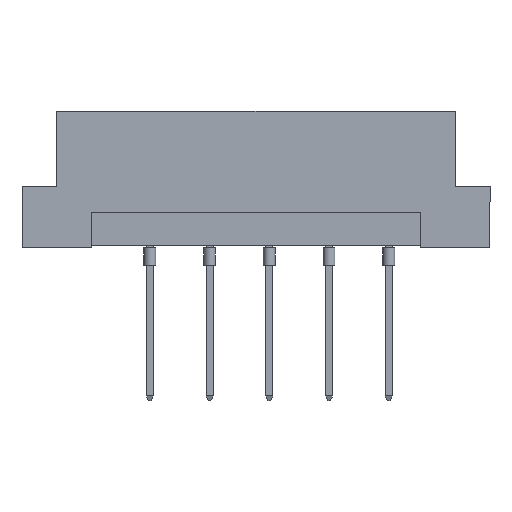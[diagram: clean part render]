
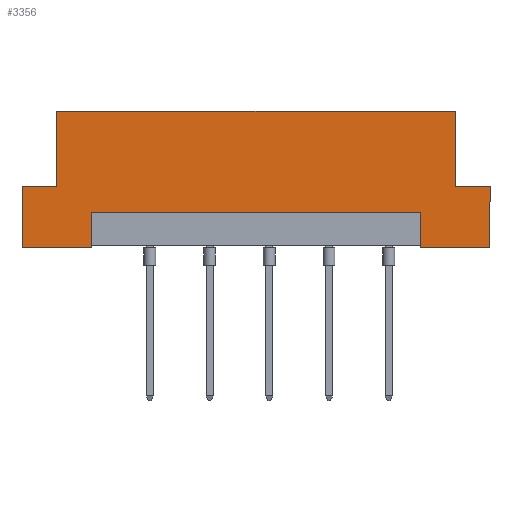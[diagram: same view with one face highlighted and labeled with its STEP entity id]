
A CAD part, front view. The second image highlights one B-rep face of the part: STEP entity #3356.
In plain terms, the highlighted planar face has unit normal (0, -1, 0).
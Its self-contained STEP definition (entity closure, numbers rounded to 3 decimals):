
#101 = DIRECTION ( 'NONE',  ( 0., 0., -1. ) ) ;
#129 = CARTESIAN_POINT ( 'NONE',  ( 19.9, -4.3, 11.6 ) ) ;
#153 = LINE ( 'NONE', #129, #3739 ) ;
#189 = CARTESIAN_POINT ( 'NONE',  ( 19.9, -4.3, 5.2 ) ) ;
#233 = CARTESIAN_POINT ( 'NONE',  ( 19.9, -4.3, 0. ) ) ;
#261 = DIRECTION ( 'NONE',  ( 1., 0., 0. ) ) ;
#343 = VERTEX_POINT ( 'NONE', #3893 ) ;
#376 = EDGE_CURVE ( 'NONE', #2138, #4570, #3104, .T. ) ;
#387 = EDGE_CURVE ( 'NONE', #3514, #5045, #4437, .T. ) ;
#520 = VECTOR ( 'NONE', #1853, 1000. ) ;
#521 = EDGE_CURVE ( 'NONE', #1162, #343, #2161, .T. ) ;
#576 = VECTOR ( 'NONE', #3860, 1000. ) ;
#585 = ORIENTED_EDGE ( 'NONE', *, *, #376, .F. ) ;
#716 = EDGE_CURVE ( 'NONE', #3514, #4963, #2850, .T. ) ;
#802 = DIRECTION ( 'NONE',  ( 1., 0., 0. ) ) ;
#833 = VECTOR ( 'NONE', #1925, 1000. ) ;
#923 = EDGE_CURVE ( 'NONE', #343, #3692, #153, .T. ) ;
#1080 = ORIENTED_EDGE ( 'NONE', *, *, #387, .T. ) ;
#1093 = LINE ( 'NONE', #2980, #576 ) ;
#1126 = LINE ( 'NONE', #5138, #1831 ) ;
#1162 = VERTEX_POINT ( 'NONE', #1965 ) ;
#1249 = CARTESIAN_POINT ( 'NONE',  ( -19.9, -4.3, 5.2 ) ) ;
#1260 = CARTESIAN_POINT ( 'NONE',  ( -14., -4.3, 3. ) ) ;
#1276 = EDGE_CURVE ( 'NONE', #4489, #5045, #1126, .T. ) ;
#1377 = DIRECTION ( 'NONE',  ( 0., 0., -1. ) ) ;
#1398 = ORIENTED_EDGE ( 'NONE', *, *, #3599, .T. ) ;
#1449 = ORIENTED_EDGE ( 'NONE', *, *, #2853, .T. ) ;
#1507 = LINE ( 'NONE', #3482, #2097 ) ;
#1577 = EDGE_LOOP ( 'NONE', ( #1080, #4961, #3925, #3767, #3534, #1398, #4989, #585, #4801, #4615, #1449, #2145 ) ) ;
#1605 = CARTESIAN_POINT ( 'NONE',  ( 19.9, -4.3, 11.6 ) ) ;
#1831 = VECTOR ( 'NONE', #3155, 1000. ) ;
#1853 = DIRECTION ( 'NONE',  ( 0., 0., 1. ) ) ;
#1873 = EDGE_CURVE ( 'NONE', #3434, #2138, #3889, .T. ) ;
#1925 = DIRECTION ( 'NONE',  ( 1., 0., 0. ) ) ;
#1931 = VERTEX_POINT ( 'NONE', #4712 ) ;
#1965 = CARTESIAN_POINT ( 'NONE',  ( 16.94, -4.3, 5.2 ) ) ;
#1985 = CARTESIAN_POINT ( 'NONE',  ( -16.94, -4.3, 11.6 ) ) ;
#2067 = EDGE_CURVE ( 'NONE', #4489, #3692, #2802, .T. ) ;
#2097 = VECTOR ( 'NONE', #5065, 1000. ) ;
#2138 = VERTEX_POINT ( 'NONE', #4838 ) ;
#2145 = ORIENTED_EDGE ( 'NONE', *, *, #716, .F. ) ;
#2161 = LINE ( 'NONE', #189, #3929 ) ;
#2494 = VECTOR ( 'NONE', #261, 1000. ) ;
#2620 = EDGE_CURVE ( 'NONE', #3434, #1931, #2879, .T. ) ;
#2630 = CARTESIAN_POINT ( 'NONE',  ( 14., -4.3, 0. ) ) ;
#2678 = VECTOR ( 'NONE', #4771, 1000. ) ;
#2759 = AXIS2_PLACEMENT_3D ( 'NONE', #1605, #4322, #5160 ) ;
#2783 = PLANE ( 'NONE',  #2759 ) ;
#2802 = LINE ( 'NONE', #3963, #4419 ) ;
#2834 = VERTEX_POINT ( 'NONE', #4205 ) ;
#2850 = LINE ( 'NONE', #4903, #4224 ) ;
#2853 = EDGE_CURVE ( 'NONE', #1931, #4963, #1507, .T. ) ;
#2879 = LINE ( 'NONE', #4885, #3429 ) ;
#2964 = DIRECTION ( 'NONE',  ( 1., 0., 0. ) ) ;
#2980 = CARTESIAN_POINT ( 'NONE',  ( 16.94, -4.3, 5.2 ) ) ;
#3104 = LINE ( 'NONE', #4690, #520 ) ;
#3155 = DIRECTION ( 'NONE',  ( 0., 0., 1. ) ) ;
#3305 = EDGE_CURVE ( 'NONE', #4570, #2834, #3576, .T. ) ;
#3356 = ADVANCED_FACE ( 'NONE', ( #3551 ), #2783, .F. ) ;
#3429 = VECTOR ( 'NONE', #101, 1000. ) ;
#3434 = VERTEX_POINT ( 'NONE', #1249 ) ;
#3482 = CARTESIAN_POINT ( 'NONE',  ( 19.9, -4.3, 0. ) ) ;
#3494 = CARTESIAN_POINT ( 'NONE',  ( -19.9, -4.3, 5.2 ) ) ;
#3514 = VERTEX_POINT ( 'NONE', #4943 ) ;
#3534 = ORIENTED_EDGE ( 'NONE', *, *, #521, .F. ) ;
#3551 = FACE_OUTER_BOUND ( 'NONE', #1577, .T. ) ;
#3576 = LINE ( 'NONE', #4812, #833 ) ;
#3599 = EDGE_CURVE ( 'NONE', #1162, #2834, #1093, .T. ) ;
#3692 = VERTEX_POINT ( 'NONE', #233 ) ;
#3739 = VECTOR ( 'NONE', #1377, 1000. ) ;
#3767 = ORIENTED_EDGE ( 'NONE', *, *, #923, .F. ) ;
#3860 = DIRECTION ( 'NONE',  ( 0., 0., 1. ) ) ;
#3889 = LINE ( 'NONE', #3494, #2494 ) ;
#3893 = CARTESIAN_POINT ( 'NONE',  ( 19.9, -4.3, 5.2 ) ) ;
#3925 = ORIENTED_EDGE ( 'NONE', *, *, #2067, .T. ) ;
#3929 = VECTOR ( 'NONE', #2964, 1000. ) ;
#3963 = CARTESIAN_POINT ( 'NONE',  ( 19.9, -4.3, 0. ) ) ;
#4130 = DIRECTION ( 'NONE',  ( 0., 0., -1. ) ) ;
#4205 = CARTESIAN_POINT ( 'NONE',  ( 16.94, -4.3, 11.6 ) ) ;
#4224 = VECTOR ( 'NONE', #4130, 1000. ) ;
#4322 = DIRECTION ( 'NONE',  ( 0., 1., 0. ) ) ;
#4419 = VECTOR ( 'NONE', #802, 1000. ) ;
#4437 = LINE ( 'NONE', #1260, #2678 ) ;
#4489 = VERTEX_POINT ( 'NONE', #2630 ) ;
#4570 = VERTEX_POINT ( 'NONE', #1985 ) ;
#4579 = CARTESIAN_POINT ( 'NONE',  ( -14., -4.3, 0. ) ) ;
#4615 = ORIENTED_EDGE ( 'NONE', *, *, #2620, .T. ) ;
#4690 = CARTESIAN_POINT ( 'NONE',  ( -16.94, -4.3, 5.2 ) ) ;
#4712 = CARTESIAN_POINT ( 'NONE',  ( -19.9, -4.3, 0. ) ) ;
#4771 = DIRECTION ( 'NONE',  ( 1., 0., 0. ) ) ;
#4801 = ORIENTED_EDGE ( 'NONE', *, *, #1873, .F. ) ;
#4812 = CARTESIAN_POINT ( 'NONE',  ( 19.9, -4.3, 11.6 ) ) ;
#4838 = CARTESIAN_POINT ( 'NONE',  ( -16.94, -4.3, 5.2 ) ) ;
#4885 = CARTESIAN_POINT ( 'NONE',  ( -19.9, -4.3, 11.6 ) ) ;
#4903 = CARTESIAN_POINT ( 'NONE',  ( -14., -4.3, 0.2 ) ) ;
#4943 = CARTESIAN_POINT ( 'NONE',  ( -14., -4.3, 3. ) ) ;
#4961 = ORIENTED_EDGE ( 'NONE', *, *, #1276, .F. ) ;
#4963 = VERTEX_POINT ( 'NONE', #4579 ) ;
#4989 = ORIENTED_EDGE ( 'NONE', *, *, #3305, .F. ) ;
#5045 = VERTEX_POINT ( 'NONE', #5157 ) ;
#5065 = DIRECTION ( 'NONE',  ( 1., 0., 0. ) ) ;
#5138 = CARTESIAN_POINT ( 'NONE',  ( 14., -4.3, 0.2 ) ) ;
#5157 = CARTESIAN_POINT ( 'NONE',  ( 14., -4.3, 3. ) ) ;
#5160 = DIRECTION ( 'NONE',  ( -1., 0., 0. ) ) ;
